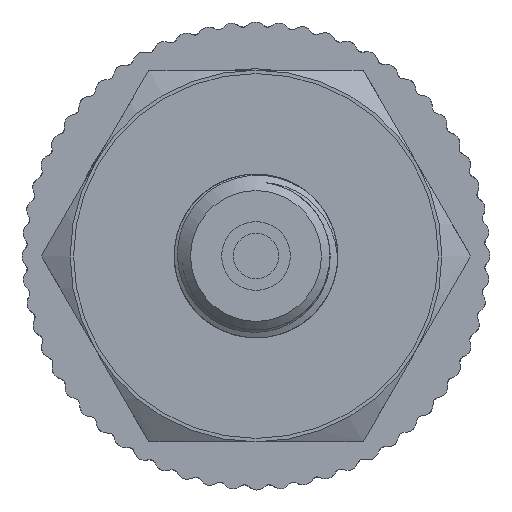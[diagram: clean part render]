
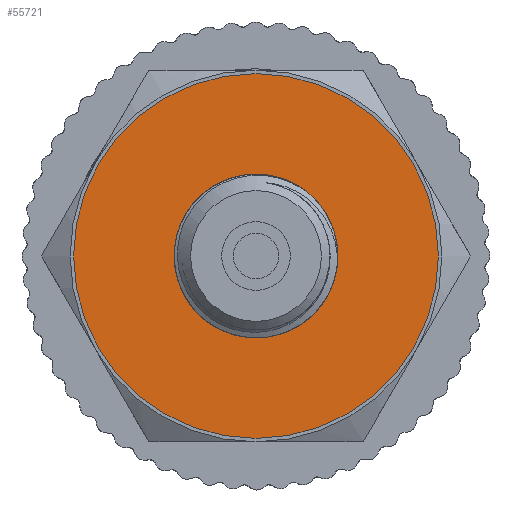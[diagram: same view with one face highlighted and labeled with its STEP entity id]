
A CAD part, left-side view. The second image highlights one B-rep face of the part: STEP entity #55721.
In plain terms, the highlighted planar face has unit normal (-1, 0, 0).
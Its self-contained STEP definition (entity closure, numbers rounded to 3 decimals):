
#5066=PLANE('',#59121);
#7213=FACE_BOUND('',#11792,.T.);
#8253=FACE_OUTER_BOUND('',#11791,.T.);
#11791=EDGE_LOOP('',(#38767));
#11792=EDGE_LOOP('',(#38768));
#15424=CIRCLE('',#59098,13.25);
#15435=CIRCLE('',#59118,5.942);
#22820=VERTEX_POINT('',#93557);
#22830=VERTEX_POINT('',#94793);
#28935=EDGE_CURVE('',#22820,#22820,#15424,.T.);
#28959=EDGE_CURVE('',#22830,#22830,#15435,.T.);
#38767=ORIENTED_EDGE('',*,*,#28935,.T.);
#38768=ORIENTED_EDGE('',*,*,#28959,.T.);
#55721=ADVANCED_FACE('',(#8253,#7213),#5066,.T.);
#59098=AXIS2_PLACEMENT_3D('',#93558,#67226,#67227);
#59118=AXIS2_PLACEMENT_3D('',#94794,#67269,#67270);
#59121=AXIS2_PLACEMENT_3D('',#95168,#67276,#67277);
#67226=DIRECTION('center_axis',(-1.,0.,0.));
#67227=DIRECTION('ref_axis',(0.,1.,0.));
#67269=DIRECTION('center_axis',(1.,0.,0.));
#67270=DIRECTION('ref_axis',(0.,1.,0.));
#67276=DIRECTION('center_axis',(-1.,0.,0.));
#67277=DIRECTION('ref_axis',(0.,0.,1.));
#93557=CARTESIAN_POINT('',(-47.,-13.25,0.));
#93558=CARTESIAN_POINT('Origin',(-47.,0.,0.));
#94793=CARTESIAN_POINT('',(-47.,-5.942,0.));
#94794=CARTESIAN_POINT('Origin',(-47.,0.,0.));
#95168=CARTESIAN_POINT('Origin',(-47.,13.5,0.));
